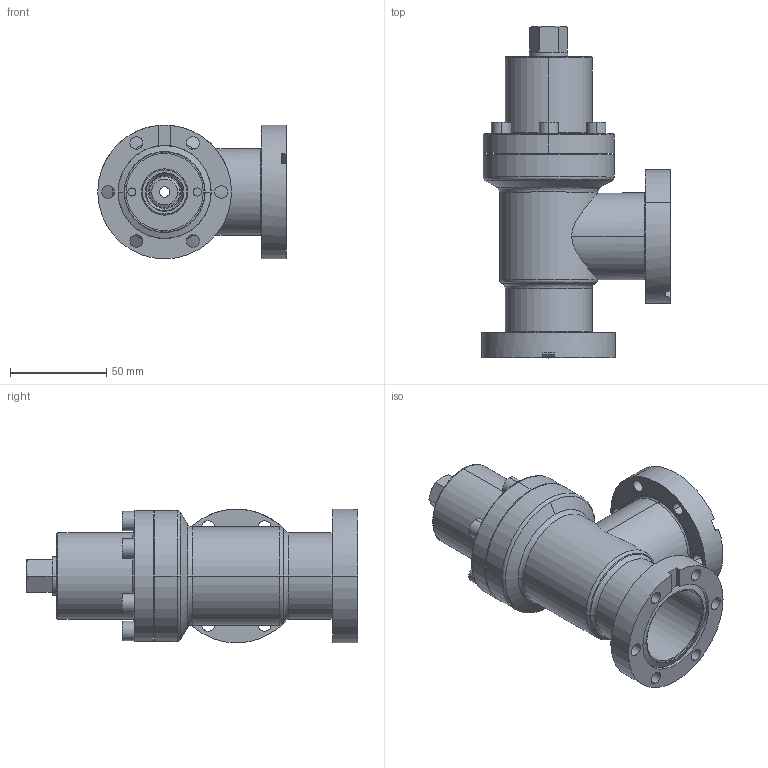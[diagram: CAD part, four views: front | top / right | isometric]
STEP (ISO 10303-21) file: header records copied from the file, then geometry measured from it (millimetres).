
FILE_DESCRIPTION (( 'STEP AP214' ), '1' );
FILE_NAME ('420VEC040.A. .step', '2018-08-14T09:12:10', ( 'install' ), ( '' ), 'SwSTEP 2.0', 'SolidWorks 2015', '' );
FILE_SCHEMA (( 'AUTOMOTIVE_DESIGN' ));
Length unit declared in the file: millimetre
Products named in the file (1): 420VEC040.A. 
Bounding box: 97.72 x 172.15 x 69.35 mm (x, y, z)
Volume: 189419.2 mm3; surface area: 120040.1 mm2
Topology: 29 solids, 29 shells, 518 faces, 1205 edges, 760 vertices
Faces by surface type: cylinder 237, plane 148, cone 87, bspline 46
Entity records: 23940 total; most frequent: CARTESIAN_POINT 5930, DIRECTION 2630, ORIENTED_EDGE 2362, EDGE_CURVE 1181, AXIS2_PLACEMENT_3D 1082, VERTEX_POINT 760, EDGE_LOOP 631, CIRCLE 609
